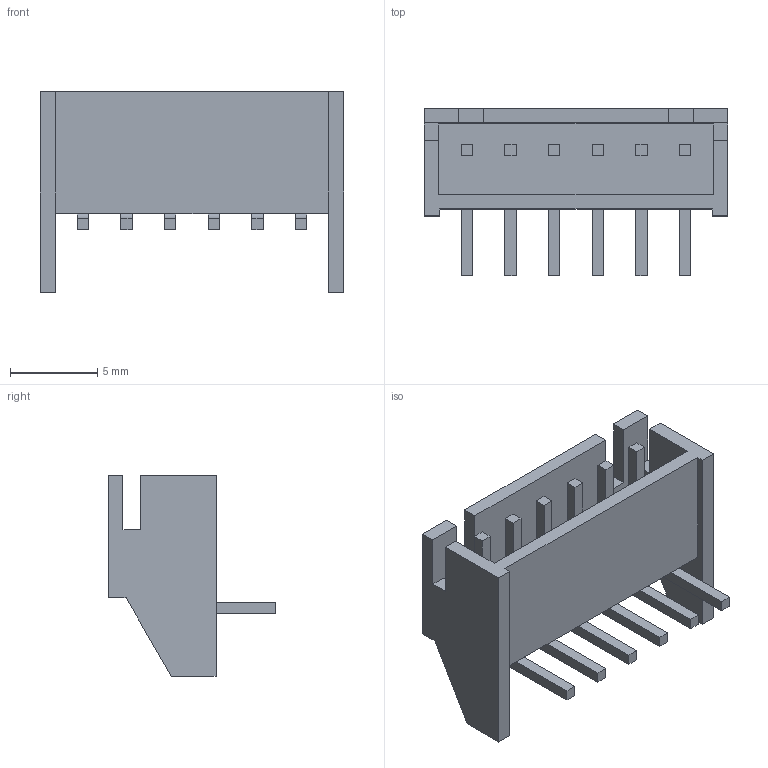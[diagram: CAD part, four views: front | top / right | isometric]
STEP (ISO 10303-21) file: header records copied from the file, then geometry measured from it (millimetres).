
FILE_DESCRIPTION (( 'STEP AP214' ), '1' );
FILE_NAME ('S6B-XH-A-1.STEP', '2010-06-21T03:36:47', ( '9g-mnaganawa' ), ( 'ｊｓｔ－ｏｅｃ' ), 'SwSTEP 2.0', 'SolidWorks 2005235', '' );
FILE_SCHEMA (( 'AUTOMOTIVE_DESIGN' ));
Length unit declared in the file: millimetre
Products named in the file (1): S6B-XH-A-1
Bounding box: 17.4 x 9.55 x 11.5 mm (x, y, z)
Volume: 449.1 mm3; surface area: 976.1 mm2
Topology: 1 solids, 1 shells, 104 faces, 270 edges, 180 vertices
Faces by surface type: plane 92, cylinder 12
Entity records: 3953 total; most frequent: CARTESIAN_POINT 555, ORIENTED_EDGE 540, DIRECTION 504, EDGE_CURVE 270, VECTOR 246, LINE 246, VERTEX_POINT 180, AXIS2_PLACEMENT_3D 129
